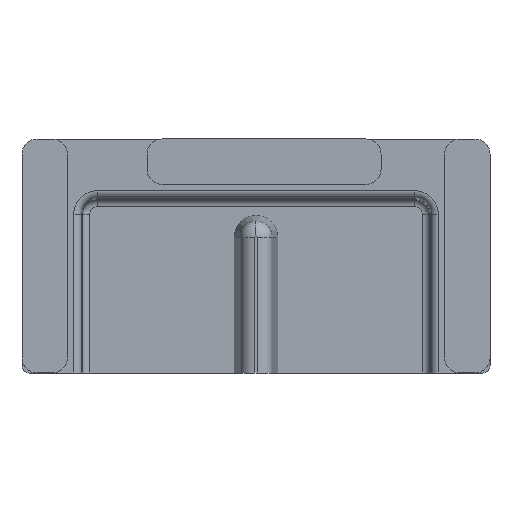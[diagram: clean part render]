
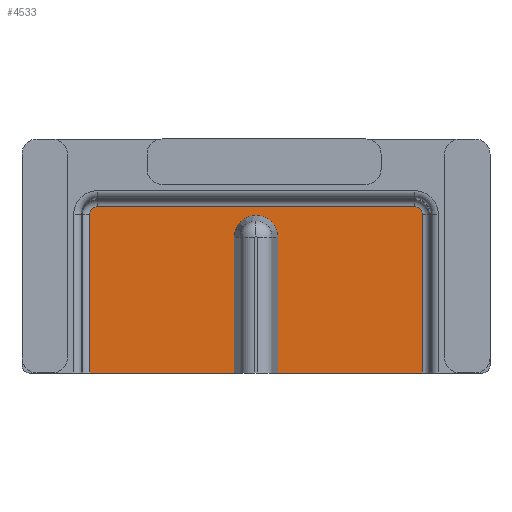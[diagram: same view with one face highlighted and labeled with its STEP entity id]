
A CAD part, front view. The second image highlights one B-rep face of the part: STEP entity #4533.
In plain terms, the highlighted planar face has unit normal (0, -1, 0).
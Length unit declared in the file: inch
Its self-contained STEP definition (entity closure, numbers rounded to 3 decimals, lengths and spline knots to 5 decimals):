
#56 = CARTESIAN_POINT ( 'NONE',  ( 0.36059, -0.125, -2.25 ) ) ;
#118 = VERTEX_POINT ( 'NONE', #3603 ) ;
#158 = ORIENTED_EDGE ( 'NONE', *, *, #2780, .T. ) ;
#163 = CARTESIAN_POINT ( 'NONE',  ( 0., -0.125, 0. ) ) ;
#189 = PLANE ( 'NONE',  #4896 ) ;
#260 = DIRECTION ( 'NONE',  ( -1., 0., 0. ) ) ;
#348 = DIRECTION ( 'NONE',  ( 0., 0., -1. ) ) ;
#378 = DIRECTION ( 'NONE',  ( 0., -1., 0. ) ) ;
#384 = EDGE_CURVE ( 'NONE', #3909, #118, #904, .T. ) ;
#390 = ORIENTED_EDGE ( 'NONE', *, *, #3120, .F. ) ;
#444 = CARTESIAN_POINT ( 'NONE',  ( 2.75216, -0.125, 2.625 ) ) ;
#583 = DIRECTION ( 'NONE',  ( 0., 0., 1. ) ) ;
#591 = LINE ( 'NONE', #2275, #5047 ) ;
#631 = CARTESIAN_POINT ( 'NONE',  ( 0.36059, -0.125, 0. ) ) ;
#661 = VECTOR ( 'NONE', #2423, 39.37008 ) ;
#736 = EDGE_LOOP ( 'NONE', ( #3913, #4164, #2263, #4530, #390, #158, #4285, #1312, #3465, #857 ) ) ;
#753 = CARTESIAN_POINT ( 'NONE',  ( -0.36059, -0.125, 0. ) ) ;
#843 = CIRCLE ( 'NONE', #3048, 0.36059 ) ;
#857 = ORIENTED_EDGE ( 'NONE', *, *, #384, .T. ) ;
#904 = CIRCLE ( 'NONE', #906, 0.12716 ) ;
#906 = AXIS2_PLACEMENT_3D ( 'NONE', #1051, #2695, #4212 ) ;
#1051 = CARTESIAN_POINT ( 'NONE',  ( -2.625, -0.125, 2.625 ) ) ;
#1264 = CARTESIAN_POINT ( 'NONE',  ( -2.75216, -0.125, 0. ) ) ;
#1312 = ORIENTED_EDGE ( 'NONE', *, *, #3402, .T. ) ;
#1346 = VECTOR ( 'NONE', #348, 39.37008 ) ;
#1590 = DIRECTION ( 'NONE',  ( 0., -1., 0. ) ) ;
#1729 = DIRECTION ( 'NONE',  ( 0., 0., 1. ) ) ;
#1756 = VERTEX_POINT ( 'NONE', #2254 ) ;
#1830 = DIRECTION ( 'NONE',  ( 1., 0., 0. ) ) ;
#1864 = CARTESIAN_POINT ( 'NONE',  ( 0., -0.125, 0. ) ) ;
#1881 = EDGE_CURVE ( 'NONE', #3711, #3909, #2330, .T. ) ;
#1962 = VECTOR ( 'NONE', #1830, 39.37008 ) ;
#2059 = DIRECTION ( 'NONE',  ( 0., 0., 1. ) ) ;
#2129 = CARTESIAN_POINT ( 'NONE',  ( 0.36059, -0.125, 2.25 ) ) ;
#2254 = CARTESIAN_POINT ( 'NONE',  ( -0.36059, -0.125, 2.25 ) ) ;
#2263 = ORIENTED_EDGE ( 'NONE', *, *, #4129, .T. ) ;
#2275 = CARTESIAN_POINT ( 'NONE',  ( 0., -0.125, 0. ) ) ;
#2330 = LINE ( 'NONE', #3878, #2536 ) ;
#2418 = LINE ( 'NONE', #3962, #1346 ) ;
#2423 = DIRECTION ( 'NONE',  ( 0., 0., 1. ) ) ;
#2535 = CARTESIAN_POINT ( 'NONE',  ( -2.625, -0.125, 2.75216 ) ) ;
#2536 = VECTOR ( 'NONE', #260, 39.37008 ) ;
#2652 = LINE ( 'NONE', #4170, #2978 ) ;
#2695 = DIRECTION ( 'NONE',  ( 0., -1., 0. ) ) ;
#2720 = VECTOR ( 'NONE', #1729, 39.37008 ) ;
#2780 = EDGE_CURVE ( 'NONE', #3287, #4991, #3796, .T. ) ;
#2970 = EDGE_CURVE ( 'NONE', #118, #3059, #2418, .T. ) ;
#2978 = VECTOR ( 'NONE', #583, 39.37008 ) ;
#3048 = AXIS2_PLACEMENT_3D ( 'NONE', #3989, #378, #2059 ) ;
#3059 = VERTEX_POINT ( 'NONE', #1264 ) ;
#3102 = VERTEX_POINT ( 'NONE', #2129 ) ;
#3116 = CIRCLE ( 'NONE', #3119, 0.12716 ) ;
#3119 = AXIS2_PLACEMENT_3D ( 'NONE', #5064, #1590, #3175 ) ;
#3120 = EDGE_CURVE ( 'NONE', #3287, #3102, #3699, .T. ) ;
#3175 = DIRECTION ( 'NONE',  ( 0., 0., 1. ) ) ;
#3287 = VERTEX_POINT ( 'NONE', #631 ) ;
#3402 = EDGE_CURVE ( 'NONE', #5089, #3711, #3116, .T. ) ;
#3448 = DIRECTION ( 'NONE',  ( 0., 1., 0. ) ) ;
#3465 = ORIENTED_EDGE ( 'NONE', *, *, #1881, .T. ) ;
#3603 = CARTESIAN_POINT ( 'NONE',  ( -2.75216, -0.125, 2.625 ) ) ;
#3699 = LINE ( 'NONE', #56, #2720 ) ;
#3711 = VERTEX_POINT ( 'NONE', #3854 ) ;
#3796 = LINE ( 'NONE', #163, #1962 ) ;
#3823 = FACE_OUTER_BOUND ( 'NONE', #736, .T. ) ;
#3828 = DIRECTION ( 'NONE',  ( 1., 0., 0. ) ) ;
#3854 = CARTESIAN_POINT ( 'NONE',  ( 2.625, -0.125, 2.75216 ) ) ;
#3860 = CARTESIAN_POINT ( 'NONE',  ( 2.75216, -0.125, 0. ) ) ;
#3878 = CARTESIAN_POINT ( 'NONE',  ( -2.625, -0.125, 2.75216 ) ) ;
#3909 = VERTEX_POINT ( 'NONE', #2535 ) ;
#3913 = ORIENTED_EDGE ( 'NONE', *, *, #2970, .T. ) ;
#3962 = CARTESIAN_POINT ( 'NONE',  ( -2.75216, -0.125, -2.625 ) ) ;
#3980 = EDGE_CURVE ( 'NONE', #4991, #5089, #2652, .T. ) ;
#3989 = CARTESIAN_POINT ( 'NONE',  ( 0., -0.125, 2.25 ) ) ;
#4125 = CARTESIAN_POINT ( 'NONE',  ( -0.36059, -0.125, 0. ) ) ;
#4129 = EDGE_CURVE ( 'NONE', #4506, #1756, #4317, .T. ) ;
#4164 = ORIENTED_EDGE ( 'NONE', *, *, #4208, .T. ) ;
#4170 = CARTESIAN_POINT ( 'NONE',  ( 2.75216, -0.125, 2.625 ) ) ;
#4208 = EDGE_CURVE ( 'NONE', #3059, #4506, #591, .T. ) ;
#4212 = DIRECTION ( 'NONE',  ( 0., 0., 1. ) ) ;
#4285 = ORIENTED_EDGE ( 'NONE', *, *, #3980, .T. ) ;
#4317 = LINE ( 'NONE', #753, #661 ) ;
#4506 = VERTEX_POINT ( 'NONE', #4125 ) ;
#4530 = ORIENTED_EDGE ( 'NONE', *, *, #4735, .F. ) ;
#4533 = ADVANCED_FACE ( 'NONE', ( #3823 ), #189, .F. ) ;
#4735 = EDGE_CURVE ( 'NONE', #3102, #1756, #843, .T. ) ;
#4896 = AXIS2_PLACEMENT_3D ( 'NONE', #1864, #3448, #4949 ) ;
#4949 = DIRECTION ( 'NONE',  ( 0., 0., 1. ) ) ;
#4991 = VERTEX_POINT ( 'NONE', #3860 ) ;
#5047 = VECTOR ( 'NONE', #3828, 39.37008 ) ;
#5064 = CARTESIAN_POINT ( 'NONE',  ( 2.625, -0.125, 2.625 ) ) ;
#5089 = VERTEX_POINT ( 'NONE', #444 ) ;
